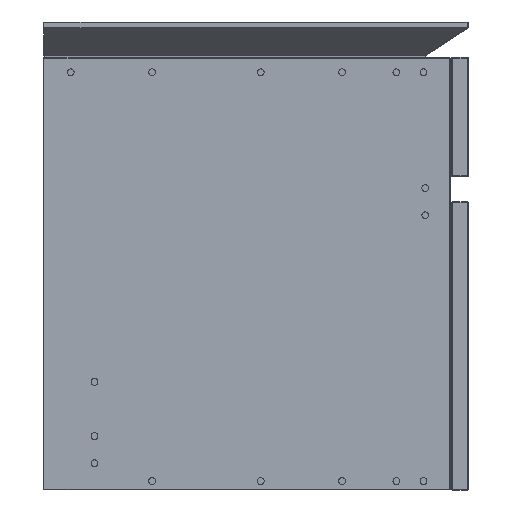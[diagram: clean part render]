
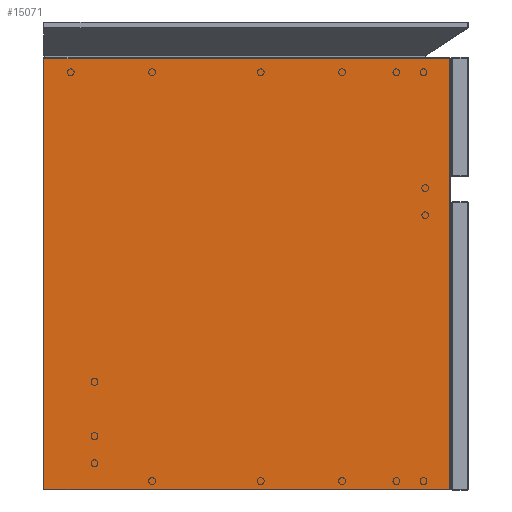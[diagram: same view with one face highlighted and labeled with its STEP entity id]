
A CAD part, left-side view. The second image highlights one B-rep face of the part: STEP entity #15071.
In plain terms, the highlighted planar face has unit normal (-1, 0, 0).
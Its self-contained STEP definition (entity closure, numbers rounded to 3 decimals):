
#14976=CARTESIAN_POINT('',(-4940.712,31422.337,-0.8));
#14977=VERTEX_POINT('',#14976);
#14984=CARTESIAN_POINT('',(-4940.712,30944.137,-0.8));
#14985=VERTEX_POINT('',#14984);
#14986=CARTESIAN_POINT('',(-4940.712,31422.337,-0.8));
#14987=DIRECTION('',(0.0,-1.0,0.0));
#14988=VECTOR('',#14987,478.2);
#14989=LINE('',#14986,#14988);
#14990=EDGE_CURVE('',#14977,#14985,#14989,.T.);
#15007=CARTESIAN_POINT('',(-4940.712,30944.137,-509.2));
#15008=VERTEX_POINT('',#15007);
#15009=CARTESIAN_POINT('',(-4940.712,30944.137,-0.8));
#15010=DIRECTION('',(0.0,0.0,-1.0));
#15011=VECTOR('',#15010,508.4);
#15012=LINE('',#15009,#15011);
#15013=EDGE_CURVE('',#14985,#15008,#15012,.T.);
#15048=CARTESIAN_POINT('',(-4940.712,31183.237,-0.799));
#15049=DIRECTION('',(-1.0,0.0,0.0));
#15050=DIRECTION('',(0.0,0.0,1.0));
#15051=AXIS2_PLACEMENT_3D('',#15048,#15049,#15050);
#15052=PLANE('',#15051);
#15053=ORIENTED_EDGE('',*,*,#14990,.F.);
#15054=CARTESIAN_POINT('',(-4940.712,31422.337,-509.2));
#15055=VERTEX_POINT('',#15054);
#15056=CARTESIAN_POINT('',(-4940.712,31422.337,-509.2));
#15057=DIRECTION('',(0.0,0.0,1.0));
#15058=VECTOR('',#15057,508.4);
#15059=LINE('',#15056,#15058);
#15060=EDGE_CURVE('',#15055,#14977,#15059,.T.);
#15061=ORIENTED_EDGE('',*,*,#15060,.F.);
#15062=CARTESIAN_POINT('',(-4940.712,30944.137,-509.2));
#15063=DIRECTION('',(0.0,1.0,0.0));
#15064=VECTOR('',#15063,478.2);
#15065=LINE('',#15062,#15064);
#15066=EDGE_CURVE('',#15008,#15055,#15065,.T.);
#15067=ORIENTED_EDGE('',*,*,#15066,.F.);
#15068=ORIENTED_EDGE('',*,*,#15013,.F.);
#15069=EDGE_LOOP('',(#15053,#15061,#15067,#15068));
#15070=FACE_OUTER_BOUND('',#15069,.T.);
#15071=ADVANCED_FACE('',(#15070),#15052,.T.);
